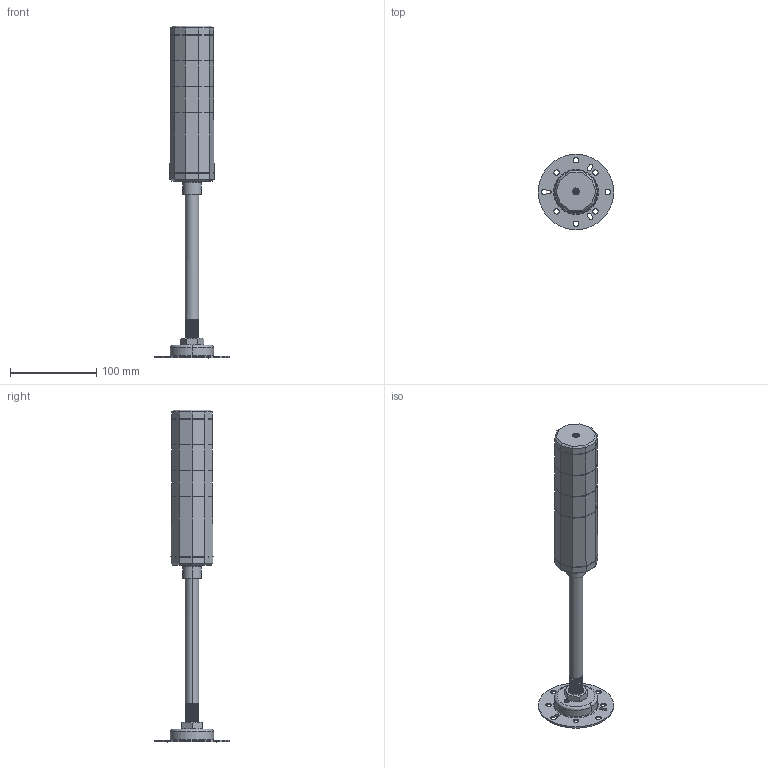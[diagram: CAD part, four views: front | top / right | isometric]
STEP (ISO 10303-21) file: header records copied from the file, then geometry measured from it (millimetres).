
FILE_DESCRIPTION((''),'2;1');
FILE_NAME('NLA50DC-3B4D SERIES.stp','2023-12-04T19:04:15',(''),(''),'Mechanical Desktop 2011','Mechanical Desktop 2011',', , ');
FILE_SCHEMA(('CONFIG_CONTROL_DESIGN'));
Length unit declared in the file: millimetre
Products named in the file (1): Product
Bounding box: 87.5 x 87.5 x 385 mm (x, y, z)
Volume: 369482.2 mm3; surface area: 90205.5 mm2
Topology: 19 solids, 19 shells, 448 faces, 1147 edges, 745 vertices
Faces by surface type: plane 258, cylinder 108, bspline 40, cone 26, torus 10, sphere 6
Entity records: 19778 total; most frequent: CARTESIAN_POINT 9038, ORIENTED_EDGE 2294, DIRECTION 2056, EDGE_CURVE 1147, VERTEX_POINT 745, VECTOR 710, LINE 710, AXIS2_PLACEMENT_3D 673
